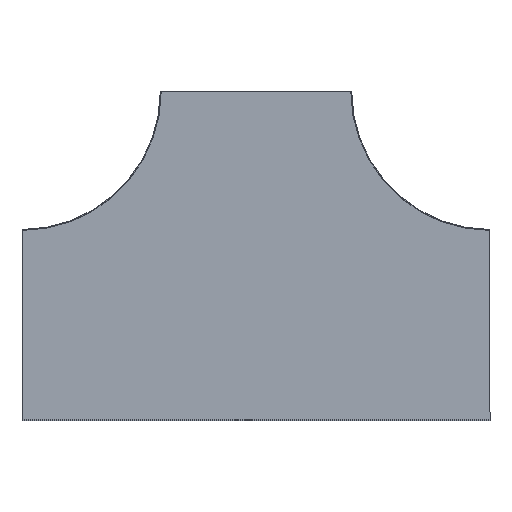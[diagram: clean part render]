
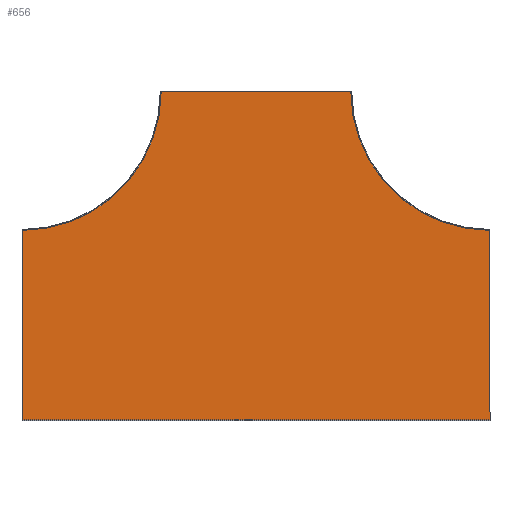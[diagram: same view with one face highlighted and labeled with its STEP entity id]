
A CAD part, front view. The second image highlights one B-rep face of the part: STEP entity #656.
In plain terms, the highlighted planar face has unit normal (0, -1, 0).
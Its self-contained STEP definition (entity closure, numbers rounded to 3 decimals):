
#54 = LINE ( 'NONE', #578, #197 ) ;
#88 = CARTESIAN_POINT ( 'NONE',  ( 500., -1., -702.5 ) ) ;
#92 = ORIENTED_EDGE ( 'NONE', *, *, #1051, .T. ) ;
#138 = EDGE_LOOP ( 'NONE', ( #722, #537, #92, #861, #415, #506 ) ) ;
#175 = AXIS2_PLACEMENT_3D ( 'NONE', #1042, #1037, #1035 ) ;
#196 = VECTOR ( 'NONE', #483, 1000. ) ;
#197 = VECTOR ( 'NONE', #557, 1000. ) ;
#198 = LINE ( 'NONE', #531, #865 ) ;
#242 = VERTEX_POINT ( 'NONE', #88 ) ;
#352 = DIRECTION ( 'NONE',  ( 0., 0., 1. ) ) ;
#378 = EDGE_CURVE ( 'NONE', #436, #477, #1148, .T. ) ;
#397 = CARTESIAN_POINT ( 'NONE',  ( -500., -1., 0. ) ) ;
#407 = AXIS2_PLACEMENT_3D ( 'NONE', #532, #555, #550 ) ;
#415 = ORIENTED_EDGE ( 'NONE', *, *, #378, .F. ) ;
#436 = VERTEX_POINT ( 'NONE', #441 ) ;
#441 = CARTESIAN_POINT ( 'NONE',  ( -500., -1., -297.5 ) ) ;
#451 = VERTEX_POINT ( 'NONE', #516 ) ;
#462 = VECTOR ( 'NONE', #1004, 1000. ) ;
#477 = VERTEX_POINT ( 'NONE', #1015 ) ;
#483 = DIRECTION ( 'NONE',  ( 0., 0., 1. ) ) ;
#503 = CARTESIAN_POINT ( 'NONE',  ( -500., -1., -297.5 ) ) ;
#506 = ORIENTED_EDGE ( 'NONE', *, *, #1119, .F. ) ;
#516 = CARTESIAN_POINT ( 'NONE',  ( 500., -1., -297.5 ) ) ;
#525 = FACE_OUTER_BOUND ( 'NONE', #138, .T. ) ;
#531 = CARTESIAN_POINT ( 'NONE',  ( 500., -1., -297.5 ) ) ;
#532 = CARTESIAN_POINT ( 'NONE',  ( -500., -1., -297.5 ) ) ;
#537 = ORIENTED_EDGE ( 'NONE', *, *, #1115, .T. ) ;
#550 = DIRECTION ( 'NONE',  ( 0., 0., -1. ) ) ;
#555 = DIRECTION ( 'NONE',  ( 0., -1., 0. ) ) ;
#557 = DIRECTION ( 'NONE',  ( -1., 0., 0. ) ) ;
#560 = CARTESIAN_POINT ( 'NONE',  ( 202.5, -1., 0. ) ) ;
#574 = PLANE ( 'NONE',  #407 ) ;
#577 = DIRECTION ( 'NONE',  ( 0., 0., 1. ) ) ;
#578 = CARTESIAN_POINT ( 'NONE',  ( -202.5, -1., 0. ) ) ;
#584 = CIRCLE ( 'NONE', #175, 297.5 ) ;
#627 = VERTEX_POINT ( 'NONE', #771 ) ;
#656 = ADVANCED_FACE ( 'NONE', ( #525 ), #574, .T. ) ;
#661 = VERTEX_POINT ( 'NONE', #560 ) ;
#722 = ORIENTED_EDGE ( 'NONE', *, *, #1021, .F. ) ;
#771 = CARTESIAN_POINT ( 'NONE',  ( -500., -1., -702.5 ) ) ;
#861 = ORIENTED_EDGE ( 'NONE', *, *, #1110, .T. ) ;
#865 = VECTOR ( 'NONE', #577, 1000. ) ;
#909 = LINE ( 'NONE', #925, #462 ) ;
#925 = CARTESIAN_POINT ( 'NONE',  ( 0., -1., -702.5 ) ) ;
#1001 = AXIS2_PLACEMENT_3D ( 'NONE', #397, #1019, #352 ) ;
#1004 = DIRECTION ( 'NONE',  ( -1., 0., 0. ) ) ;
#1015 = CARTESIAN_POINT ( 'NONE',  ( -202.5, -1., 0. ) ) ;
#1019 = DIRECTION ( 'NONE',  ( 0., -1., 0. ) ) ;
#1021 = EDGE_CURVE ( 'NONE', #242, #627, #909, .T. ) ;
#1035 = DIRECTION ( 'NONE',  ( 0., 0., 1. ) ) ;
#1037 = DIRECTION ( 'NONE',  ( 0., 1., 0. ) ) ;
#1042 = CARTESIAN_POINT ( 'NONE',  ( 500., -1., 0. ) ) ;
#1051 = EDGE_CURVE ( 'NONE', #451, #661, #584, .T. ) ;
#1110 = EDGE_CURVE ( 'NONE', #661, #477, #54, .T. ) ;
#1115 = EDGE_CURVE ( 'NONE', #242, #451, #198, .T. ) ;
#1119 = EDGE_CURVE ( 'NONE', #627, #436, #1164, .T. ) ;
#1148 = CIRCLE ( 'NONE', #1001, 297.5 ) ;
#1164 = LINE ( 'NONE', #503, #196 ) ;
